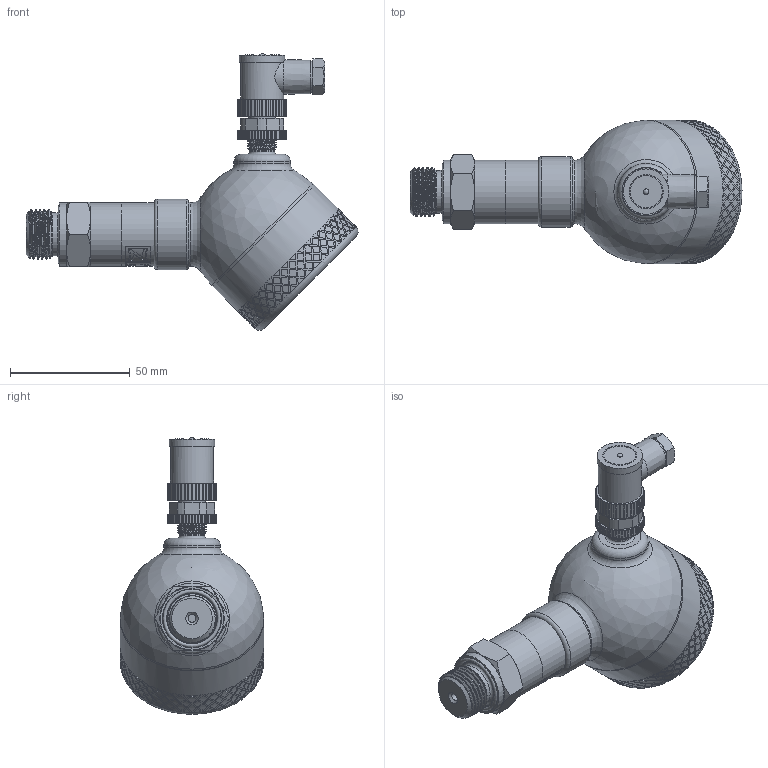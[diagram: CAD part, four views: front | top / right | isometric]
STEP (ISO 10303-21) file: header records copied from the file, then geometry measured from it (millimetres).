
FILE_DESCRIPTION(/* description */ (''),/* implementation_level */ '2;1');
FILE_NAME(/* name */ 'APZ3420FH_6_M12x1-angular.step',/* time_stamp */ '2021-06-30T14:32:53+03:00',/* author */ (''),/* organization */ (''),/* preprocessor_version */ 'ST-DEVELOPER v18.1',/* originating_system */ 'Autodesk Translation Framework v10.9.0.1377',/* authorisation */ '');
FILE_SCHEMA (('AUTOMOTIVE_DESIGN { 1 0 10303 214 3 1 1 }'));
Length unit declared in the file: millimetre
Products named in the file (7): Полевой корпус 
3420 3421 3230 заполненный; G 1\2 DIN; FieldHousing Assembly v16; main body; Крышка без 
дисплея; Адаптер М12х1; M12x1 female angular v10
Assembly tree (6 placements, depth 3):
  Полевой корпус 
3420 3421 3230 заполненный
    G 1\2 DIN
    FieldHousing Assembly v16
      main body
      Крышка без 
дисплея
      Адаптер М12х1
      M12x1 female angular v10
Bounding box: 138.91 x 60.1 x 115.68 mm (x, y, z)
Volume: 177544.4 mm3; surface area: 47698.7 mm2
Topology: 7 solids, 7 shells, 1596 faces, 4009 edges, 2634 vertices
Faces by surface type: bspline 882, cylinder 488, plane 169, cone 28, torus 25, sphere 4
Full cylindrical faces by diameter (mm): 1 x4, 3.3 x1, 7 x1, 8 x1, 9.3 x1, 9.471 x2, 10.5 x2, 10.741 x7, 11.035 x4, 11.156 x1, 11.884 x6, 12.152 x4, 13 x1, 18 x2, 18.631 x4, 19 x1, 19.7 x1, 21.2 x1, 21.6 x1, 22.4 x1, 23.6 x1, 24.4 x1, 24.5 x2, 26.5 x2, 29.5 x1, 55 x9, 56.5 x1, 57.2 x1, 60 x2
Entity records: 69346 total; most frequent: CARTESIAN_POINT 37904, ORIENTED_EDGE 8016, EDGE_CURVE 4008, DIRECTION 3649, VERTEX_POINT 2634, B_SPLINE_CURVE_WITH_KNOTS 2563, EDGE_LOOP 1810, FACE_OUTER_BOUND 1596
